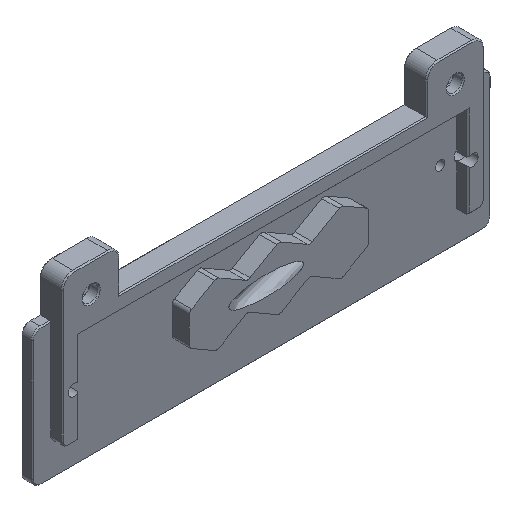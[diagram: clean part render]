
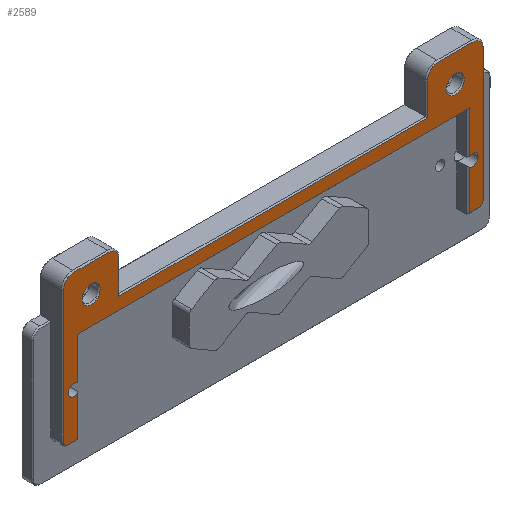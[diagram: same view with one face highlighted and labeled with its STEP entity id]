
A CAD part, isometric view. The second image highlights one B-rep face of the part: STEP entity #2589.
In plain terms, the highlighted planar face has unit normal (0, -1, 0).
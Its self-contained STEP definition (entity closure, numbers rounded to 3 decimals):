
#18=FACE_BOUND('',#349,.T.);
#19=FACE_BOUND('',#350,.T.);
#81=PLANE('',#2795);
#193=FACE_OUTER_BOUND('',#348,.T.);
#348=EDGE_LOOP('',(#1972,#1973,#1974,#1975,#1976,#1977,#1978,#1979,#1980,
#1981,#1982,#1983,#1984,#1985,#1986,#1987,#1988,#1989,#1990,#1991,#1992,
#1993));
#349=EDGE_LOOP('',(#1994));
#350=EDGE_LOOP('',(#1995));
#547=LINE('',#4045,#819);
#550=LINE('',#4051,#822);
#552=LINE('',#4055,#824);
#554=LINE('',#4063,#826);
#555=LINE('',#4065,#827);
#556=LINE('',#4069,#828);
#557=LINE('',#4073,#829);
#558=LINE('',#4077,#830);
#559=LINE('',#4079,#831);
#560=LINE('',#4081,#832);
#561=LINE('',#4085,#833);
#562=LINE('',#4089,#834);
#563=LINE('',#4093,#835);
#564=LINE('',#4095,#836);
#819=VECTOR('',#3231,10.);
#822=VECTOR('',#3236,10.);
#824=VECTOR('',#3240,10.);
#826=VECTOR('',#3248,10.);
#827=VECTOR('',#3249,10.);
#828=VECTOR('',#3252,10.);
#829=VECTOR('',#3255,10.);
#830=VECTOR('',#3258,10.);
#831=VECTOR('',#3259,10.);
#832=VECTOR('',#3260,10.);
#833=VECTOR('',#3263,10.);
#834=VECTOR('',#3266,10.);
#835=VECTOR('',#3269,10.);
#836=VECTOR('',#3270,10.);
#1059=CIRCLE('',#2796,2.);
#1060=CIRCLE('',#2797,1.6);
#1061=CIRCLE('',#2798,3.6);
#1062=CIRCLE('',#2799,3.6);
#1063=CIRCLE('',#2800,3.6);
#1064=CIRCLE('',#2801,3.6);
#1065=CIRCLE('',#2802,1.6);
#1066=CIRCLE('',#2803,2.);
#1067=CIRCLE('',#2804,3.15);
#1068=CIRCLE('',#2805,3.15);
#1217=VERTEX_POINT('',#4042);
#1218=VERTEX_POINT('',#4044);
#1220=VERTEX_POINT('',#4050);
#1221=VERTEX_POINT('',#4054);
#1223=VERTEX_POINT('',#4060);
#1224=VERTEX_POINT('',#4062);
#1225=VERTEX_POINT('',#4064);
#1226=VERTEX_POINT('',#4066);
#1227=VERTEX_POINT('',#4068);
#1228=VERTEX_POINT('',#4070);
#1229=VERTEX_POINT('',#4072);
#1230=VERTEX_POINT('',#4074);
#1231=VERTEX_POINT('',#4076);
#1232=VERTEX_POINT('',#4078);
#1233=VERTEX_POINT('',#4080);
#1234=VERTEX_POINT('',#4082);
#1235=VERTEX_POINT('',#4084);
#1236=VERTEX_POINT('',#4086);
#1237=VERTEX_POINT('',#4088);
#1238=VERTEX_POINT('',#4090);
#1239=VERTEX_POINT('',#4092);
#1240=VERTEX_POINT('',#4094);
#1241=VERTEX_POINT('',#4097);
#1242=VERTEX_POINT('',#4099);
#1486=EDGE_CURVE('',#1217,#1218,#547,.T.);
#1489=EDGE_CURVE('',#1218,#1220,#550,.T.);
#1491=EDGE_CURVE('',#1220,#1221,#552,.T.);
#1494=EDGE_CURVE('',#1217,#1223,#1059,.T.);
#1495=EDGE_CURVE('',#1224,#1223,#554,.T.);
#1496=EDGE_CURVE('',#1225,#1224,#555,.T.);
#1497=EDGE_CURVE('',#1226,#1225,#1060,.T.);
#1498=EDGE_CURVE('',#1227,#1226,#556,.T.);
#1499=EDGE_CURVE('',#1228,#1227,#1061,.T.);
#1500=EDGE_CURVE('',#1229,#1228,#557,.T.);
#1501=EDGE_CURVE('',#1230,#1229,#1062,.T.);
#1502=EDGE_CURVE('',#1231,#1230,#558,.T.);
#1503=EDGE_CURVE('',#1232,#1231,#559,.T.);
#1504=EDGE_CURVE('',#1233,#1232,#560,.T.);
#1505=EDGE_CURVE('',#1234,#1233,#1063,.T.);
#1506=EDGE_CURVE('',#1235,#1234,#561,.T.);
#1507=EDGE_CURVE('',#1236,#1235,#1064,.T.);
#1508=EDGE_CURVE('',#1237,#1236,#562,.T.);
#1509=EDGE_CURVE('',#1238,#1237,#1065,.T.);
#1510=EDGE_CURVE('',#1239,#1238,#563,.T.);
#1511=EDGE_CURVE('',#1240,#1239,#564,.T.);
#1512=EDGE_CURVE('',#1240,#1221,#1066,.T.);
#1513=EDGE_CURVE('',#1241,#1241,#1067,.T.);
#1514=EDGE_CURVE('',#1242,#1242,#1068,.T.);
#1972=ORIENTED_EDGE('',*,*,#1491,.F.);
#1973=ORIENTED_EDGE('',*,*,#1489,.F.);
#1974=ORIENTED_EDGE('',*,*,#1486,.F.);
#1975=ORIENTED_EDGE('',*,*,#1494,.T.);
#1976=ORIENTED_EDGE('',*,*,#1495,.F.);
#1977=ORIENTED_EDGE('',*,*,#1496,.F.);
#1978=ORIENTED_EDGE('',*,*,#1497,.F.);
#1979=ORIENTED_EDGE('',*,*,#1498,.F.);
#1980=ORIENTED_EDGE('',*,*,#1499,.F.);
#1981=ORIENTED_EDGE('',*,*,#1500,.F.);
#1982=ORIENTED_EDGE('',*,*,#1501,.F.);
#1983=ORIENTED_EDGE('',*,*,#1502,.F.);
#1984=ORIENTED_EDGE('',*,*,#1503,.F.);
#1985=ORIENTED_EDGE('',*,*,#1504,.F.);
#1986=ORIENTED_EDGE('',*,*,#1505,.F.);
#1987=ORIENTED_EDGE('',*,*,#1506,.F.);
#1988=ORIENTED_EDGE('',*,*,#1507,.F.);
#1989=ORIENTED_EDGE('',*,*,#1508,.F.);
#1990=ORIENTED_EDGE('',*,*,#1509,.F.);
#1991=ORIENTED_EDGE('',*,*,#1510,.F.);
#1992=ORIENTED_EDGE('',*,*,#1511,.F.);
#1993=ORIENTED_EDGE('',*,*,#1512,.T.);
#1994=ORIENTED_EDGE('',*,*,#1513,.F.);
#1995=ORIENTED_EDGE('',*,*,#1514,.F.);
#2589=ADVANCED_FACE('',(#193,#18,#19),#81,.T.);
#2795=AXIS2_PLACEMENT_3D('',#4059,#3244,#3245);
#2796=AXIS2_PLACEMENT_3D('',#4061,#3246,#3247);
#2797=AXIS2_PLACEMENT_3D('',#4067,#3250,#3251);
#2798=AXIS2_PLACEMENT_3D('',#4071,#3253,#3254);
#2799=AXIS2_PLACEMENT_3D('',#4075,#3256,#3257);
#2800=AXIS2_PLACEMENT_3D('',#4083,#3261,#3262);
#2801=AXIS2_PLACEMENT_3D('',#4087,#3264,#3265);
#2802=AXIS2_PLACEMENT_3D('',#4091,#3267,#3268);
#2803=AXIS2_PLACEMENT_3D('',#4096,#3271,#3272);
#2804=AXIS2_PLACEMENT_3D('',#4098,#3273,#3274);
#2805=AXIS2_PLACEMENT_3D('',#4100,#3275,#3276);
#3231=DIRECTION('',(0.,0.,1.));
#3236=DIRECTION('',(-1.,0.,0.));
#3240=DIRECTION('',(0.,0.,-1.));
#3244=DIRECTION('center_axis',(0.,-1.,0.));
#3245=DIRECTION('ref_axis',(0.,0.,-1.));
#3246=DIRECTION('center_axis',(0.,1.,0.));
#3247=DIRECTION('ref_axis',(1.,0.,0.));
#3248=DIRECTION('',(0.,0.,1.));
#3249=DIRECTION('',(-1.,0.,0.));
#3250=DIRECTION('center_axis',(0.,1.,0.));
#3251=DIRECTION('ref_axis',(0.707,0.,-0.707));
#3252=DIRECTION('',(0.,0.,-1.));
#3253=DIRECTION('center_axis',(0.,1.,0.));
#3254=DIRECTION('ref_axis',(0.707,0.,0.707));
#3255=DIRECTION('',(1.,0.,0.));
#3256=DIRECTION('center_axis',(0.,1.,0.));
#3257=DIRECTION('ref_axis',(-0.707,0.,0.707));
#3258=DIRECTION('',(0.,0.,1.));
#3259=DIRECTION('',(1.,0.,0.));
#3260=DIRECTION('',(0.,0.,-1.));
#3261=DIRECTION('center_axis',(0.,1.,0.));
#3262=DIRECTION('ref_axis',(0.707,0.,0.707));
#3263=DIRECTION('',(1.,0.,0.));
#3264=DIRECTION('center_axis',(0.,1.,0.));
#3265=DIRECTION('ref_axis',(-0.707,0.,0.707));
#3266=DIRECTION('',(0.,0.,1.));
#3267=DIRECTION('center_axis',(0.,1.,0.));
#3268=DIRECTION('ref_axis',(-0.707,0.,-0.707));
#3269=DIRECTION('',(-1.,0.,0.));
#3270=DIRECTION('',(0.,0.,-1.));
#3271=DIRECTION('center_axis',(0.,1.,0.));
#3272=DIRECTION('ref_axis',(1.,0.,0.));
#3273=DIRECTION('center_axis',(0.,-1.,0.));
#3274=DIRECTION('ref_axis',(-1.,0.,0.));
#3275=DIRECTION('center_axis',(0.,-1.,0.));
#3276=DIRECTION('ref_axis',(-1.,0.,0.));
#4042=CARTESIAN_POINT('',(75.635,6.6,28.149));
#4044=CARTESIAN_POINT('',(75.635,6.6,42.679));
#4045=CARTESIAN_POINT('',(75.635,6.6,34.379));
#4050=CARTESIAN_POINT('',(-60.365,6.6,42.679));
#4051=CARTESIAN_POINT('',(-64.165,6.6,42.679));
#4054=CARTESIAN_POINT('',(-60.365,6.6,28.149));
#4055=CARTESIAN_POINT('',(-60.365,6.6,18.579));
#4059=CARTESIAN_POINT('Origin',(-62.765,6.6,26.479));
#4060=CARTESIAN_POINT('',(75.635,6.6,24.808));
#4061=CARTESIAN_POINT('Origin',(76.735,6.6,26.479));
#4062=CARTESIAN_POINT('',(75.635,6.6,11.079));
#4063=CARTESIAN_POINT('',(75.635,6.6,34.379));
#4064=CARTESIAN_POINT('',(78.835,6.6,11.079));
#4065=CARTESIAN_POINT('',(6.235,6.6,11.079));
#4066=CARTESIAN_POINT('',(80.435,6.6,12.679));
#4067=CARTESIAN_POINT('Origin',(78.835,6.6,12.679));
#4068=CARTESIAN_POINT('',(80.435,6.6,58.279));
#4069=CARTESIAN_POINT('',(80.435,6.6,18.579));
#4070=CARTESIAN_POINT('',(76.835,6.6,61.879));
#4071=CARTESIAN_POINT('Origin',(76.835,6.6,58.279));
#4072=CARTESIAN_POINT('',(64.835,6.6,61.879));
#4073=CARTESIAN_POINT('',(9.035,6.6,61.879));
#4074=CARTESIAN_POINT('',(61.235,6.6,58.279));
#4075=CARTESIAN_POINT('Origin',(64.835,6.6,58.279));
#4076=CARTESIAN_POINT('',(61.235,6.6,46.879));
#4077=CARTESIAN_POINT('',(61.235,6.6,44.379));
#4078=CARTESIAN_POINT('',(-45.965,6.6,46.879));
#4079=CARTESIAN_POINT('',(-54.165,6.6,46.879));
#4080=CARTESIAN_POINT('',(-45.965,6.6,58.279));
#4081=CARTESIAN_POINT('',(-45.965,6.6,34.379));
#4082=CARTESIAN_POINT('',(-49.565,6.6,61.879));
#4083=CARTESIAN_POINT('Origin',(-49.565,6.6,58.279));
#4084=CARTESIAN_POINT('',(-61.565,6.6,61.879));
#4085=CARTESIAN_POINT('',(-54.165,6.6,61.879));
#4086=CARTESIAN_POINT('',(-65.165,6.6,58.279));
#4087=CARTESIAN_POINT('Origin',(-61.565,6.6,58.279));
#4088=CARTESIAN_POINT('',(-65.165,6.6,12.679));
#4089=CARTESIAN_POINT('',(-65.165,6.6,34.379));
#4090=CARTESIAN_POINT('',(-63.565,6.6,11.079));
#4091=CARTESIAN_POINT('Origin',(-63.565,6.6,12.679));
#4092=CARTESIAN_POINT('',(-60.365,6.6,11.079));
#4093=CARTESIAN_POINT('',(-64.165,6.6,11.079));
#4094=CARTESIAN_POINT('',(-60.365,6.6,24.808));
#4095=CARTESIAN_POINT('',(-60.365,6.6,18.579));
#4096=CARTESIAN_POINT('Origin',(-61.465,6.6,26.479));
#4097=CARTESIAN_POINT('',(73.985,6.6,52.279));
#4098=CARTESIAN_POINT('Origin',(70.835,6.6,52.279));
#4099=CARTESIAN_POINT('',(-52.415,6.6,52.279));
#4100=CARTESIAN_POINT('Origin',(-55.565,6.6,52.279));
